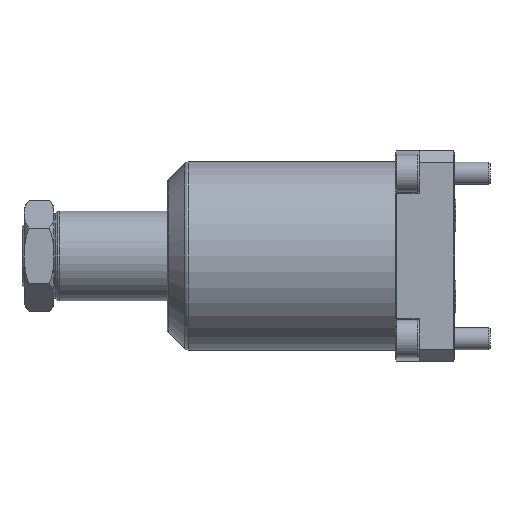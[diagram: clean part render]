
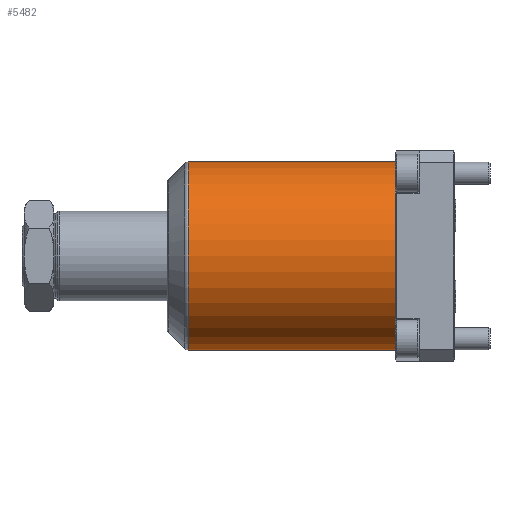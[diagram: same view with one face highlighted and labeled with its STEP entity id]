
A CAD part, left-side view. The second image highlights one B-rep face of the part: STEP entity #5482.
In plain terms, the highlighted cylindrical face has radius 39.8 mm (diameter 79.6 mm), a partial arc.
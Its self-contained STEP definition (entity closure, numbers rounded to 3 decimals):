
#571 = VERTEX_POINT ( 'NONE', #14213 ) ;
#590 = CARTESIAN_POINT ( 'NONE',  ( 0., 112.772, 0. ) ) ;
#853 = CIRCLE ( 'NONE', #8077, 39.8 ) ;
#1052 = ORIENTED_EDGE ( 'NONE', *, *, #8786, .F. ) ;
#1507 = DIRECTION ( 'NONE',  ( 0., 0., 1. ) ) ;
#2525 = DIRECTION ( 'NONE',  ( 0., 1., 0. ) ) ;
#2801 = CYLINDRICAL_SURFACE ( 'NONE', #7832, 39.8 ) ;
#3244 = EDGE_CURVE ( 'NONE', #571, #4010, #4848, .T. ) ;
#3608 = EDGE_LOOP ( 'NONE', ( #10418, #7742, #16830, #1052 ) ) ;
#3712 = CARTESIAN_POINT ( 'NONE',  ( 0., 0., 39.8 ) ) ;
#4010 = VERTEX_POINT ( 'NONE', #5017 ) ;
#4591 = DIRECTION ( 'NONE',  ( 0., 1., 0. ) ) ;
#4760 = VERTEX_POINT ( 'NONE', #8217 ) ;
#4848 = LINE ( 'NONE', #3712, #9047 ) ;
#5017 = CARTESIAN_POINT ( 'NONE',  ( 0., 112.772, 39.8 ) ) ;
#5280 = CARTESIAN_POINT ( 'NONE',  ( 0., 25., 0. ) ) ;
#5482 = ADVANCED_FACE ( 'NONE', ( #12295 ), #2801, .T. ) ;
#7048 = CARTESIAN_POINT ( 'NONE',  ( 0., 0., 0. ) ) ;
#7153 = EDGE_CURVE ( 'NONE', #4760, #571, #853, .T. ) ;
#7416 = VECTOR ( 'NONE', #2525, 1000. ) ;
#7742 = ORIENTED_EDGE ( 'NONE', *, *, #7153, .T. ) ;
#7832 = AXIS2_PLACEMENT_3D ( 'NONE', #7048, #16311, #1507 ) ;
#7863 = AXIS2_PLACEMENT_3D ( 'NONE', #590, #4591, #13908 ) ;
#8077 = AXIS2_PLACEMENT_3D ( 'NONE', #5280, #10581, #13107 ) ;
#8217 = CARTESIAN_POINT ( 'NONE',  ( 0., 25., -39.8 ) ) ;
#8277 = CARTESIAN_POINT ( 'NONE',  ( 0., 112.772, -39.8 ) ) ;
#8786 = EDGE_CURVE ( 'NONE', #13541, #4010, #16215, .T. ) ;
#9047 = VECTOR ( 'NONE', #10057, 1000. ) ;
#10057 = DIRECTION ( 'NONE',  ( 0., 1., 0. ) ) ;
#10418 = ORIENTED_EDGE ( 'NONE', *, *, #11090, .F. ) ;
#10446 = CARTESIAN_POINT ( 'NONE',  ( 0., 0., -39.8 ) ) ;
#10581 = DIRECTION ( 'NONE',  ( 0., 1., 0. ) ) ;
#11090 = EDGE_CURVE ( 'NONE', #4760, #13541, #13059, .T. ) ;
#12295 = FACE_OUTER_BOUND ( 'NONE', #3608, .T. ) ;
#13059 = LINE ( 'NONE', #10446, #7416 ) ;
#13107 = DIRECTION ( 'NONE',  ( 0., 0., 1. ) ) ;
#13541 = VERTEX_POINT ( 'NONE', #8277 ) ;
#13908 = DIRECTION ( 'NONE',  ( 0., 0., 1. ) ) ;
#14213 = CARTESIAN_POINT ( 'NONE',  ( 0., 25., 39.8 ) ) ;
#16215 = CIRCLE ( 'NONE', #7863, 39.8 ) ;
#16311 = DIRECTION ( 'NONE',  ( 0., 1., 0. ) ) ;
#16830 = ORIENTED_EDGE ( 'NONE', *, *, #3244, .T. ) ;
